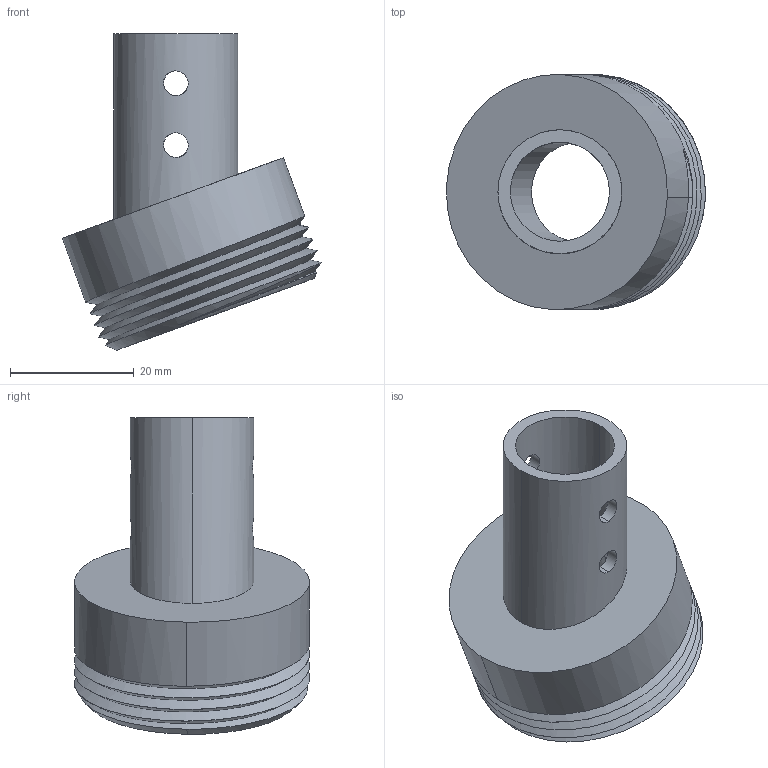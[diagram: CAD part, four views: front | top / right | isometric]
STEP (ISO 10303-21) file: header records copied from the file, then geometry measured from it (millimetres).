
FILE_DESCRIPTION (( 'STEP AP203' ), '1' );
FILE_NAME ('Socle manche.STEP', '2024-10-11T12:05:52', ( '' ), ( '' ), 'SwSTEP 2.0', 'SolidWorks 2024', '' );
FILE_SCHEMA (( 'CONFIG_CONTROL_DESIGN' ));
Length unit declared in the file: millimetre
Products named in the file (3): partie inf; Socle manche; partie sup
Assembly tree (2 placements, depth 2):
  Socle manche
    partie inf
    partie sup
Bounding box: 41.84 x 37.96 x 51.14 mm (x, y, z)
Volume: 15373.8 mm3; surface area: 9478.7 mm2
Topology: 2 solids, 2 shells, 46 faces, 115 edges, 74 vertices
Faces by surface type: cylinder 28, plane 13, cone 3, bspline 2
Entity records: 2790 total; most frequent: CARTESIAN_POINT 1478, ORIENTED_EDGE 230, DIRECTION 186, EDGE_CURVE 115, VERTEX_POINT 74, AXIS2_PLACEMENT_3D 73, EDGE_LOOP 59, ADVANCED_FACE 46
